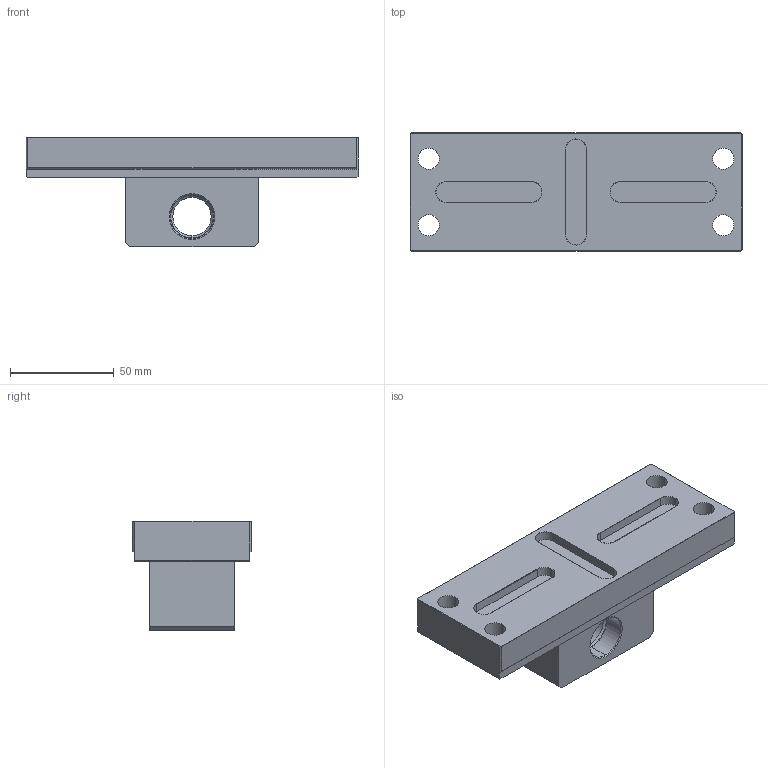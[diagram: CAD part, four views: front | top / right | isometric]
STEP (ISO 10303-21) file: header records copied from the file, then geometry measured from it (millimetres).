
FILE_DESCRIPTION (( 'STEP AP203' ), '1' );
FILE_NAME ('47250-01.STEP', '2010-06-16T07:50:14', ( 'Lang' ), ( '' ), 'SwSTEP 2.0', 'SolidWorks 2010', '' );
FILE_SCHEMA (( 'CONFIG_CONTROL_DESIGN' ));
Length unit declared in the file: millimetre
Products named in the file (1): 47250-01
Bounding box: 160 x 57 x 53 mm (x, y, z)
Volume: 235898.4 mm3; surface area: 39112.9 mm2
Topology: 1 solids, 1 shells, 94 faces, 220 edges, 138 vertices
Faces by surface type: plane 48, cylinder 30, cone 16
Entity records: 2769 total; most frequent: DIRECTION 486, CARTESIAN_POINT 453, ORIENTED_EDGE 440, EDGE_CURVE 220, AXIS2_PLACEMENT_3D 171, LINE 144, VECTOR 144, VERTEX_POINT 138
